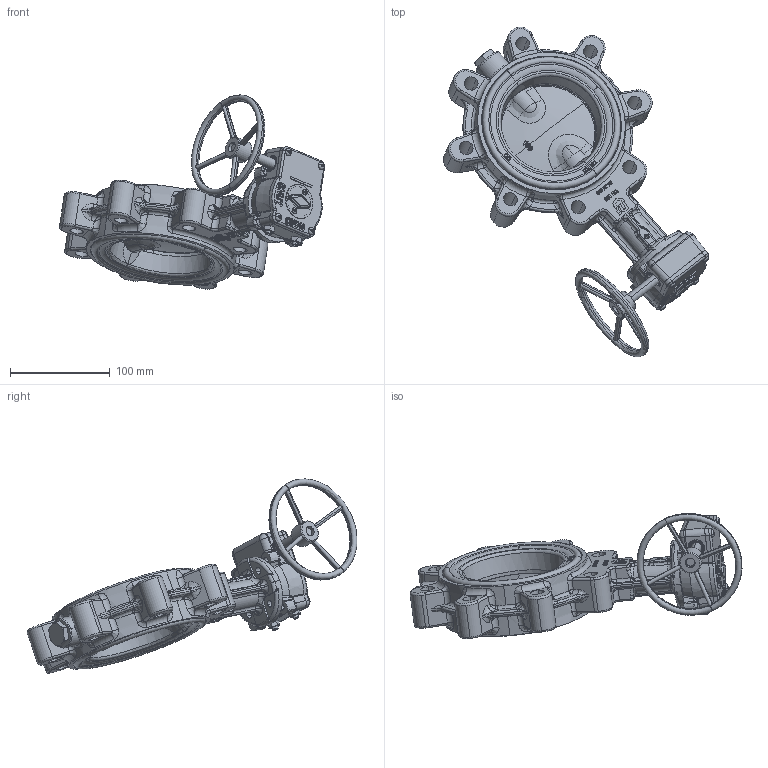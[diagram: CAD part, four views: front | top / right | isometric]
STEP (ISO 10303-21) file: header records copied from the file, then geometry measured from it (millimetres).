
FILE_DESCRIPTION (( 'STEP AP203' ), '1' );
FILE_NAME ('AK02_DN100_Getriebe.STEP', '2022-10-06T12:41:50', ( '' ), ( '' ), 'SwSTEP 2.0', 'SolidWorks 2021', '' );
FILE_SCHEMA (( 'CONFIG_CONTROL_DESIGN' ));
Length unit declared in the file: metre
Products named in the file (5): AK01_DN32-100_Getriebe mit Handrad; AK01_DN32-100_Getriebe - Handrad; AK01_DN32-100_Getriebe; AK02_DN100_OH; AK02_DN100_Getriebe
Assembly tree (4 placements, depth 3):
  AK02_DN100_Getriebe
    AK01_DN32-100_Getriebe mit Handrad
      AK01_DN32-100_Getriebe
      AK01_DN32-100_Getriebe - Handrad
    AK02_DN100_OH
Bounding box: 266.1 x 331.18 x 194.99 mm (x, y, z)
Volume: 1115742.2 mm3; surface area: 204248.6 mm2
Topology: 3 solids, 33 shells, 2767 faces, 6900 edges, 4197 vertices
Faces by surface type: plane 767, cylinder 638, bspline 615, torus 375, cone 274, sphere 98
Entity records: 133055 total; most frequent: CARTESIAN_POINT 72290, ORIENTED_EDGE 13580, DIRECTION 11191, EDGE_CURVE 6790, AXIS2_PLACEMENT_3D 4374, VERTEX_POINT 4196, EDGE_LOOP 2938, FACE_OUTER_BOUND 2767
